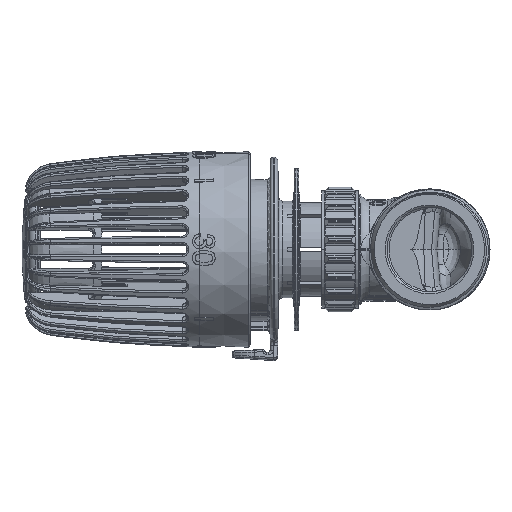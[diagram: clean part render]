
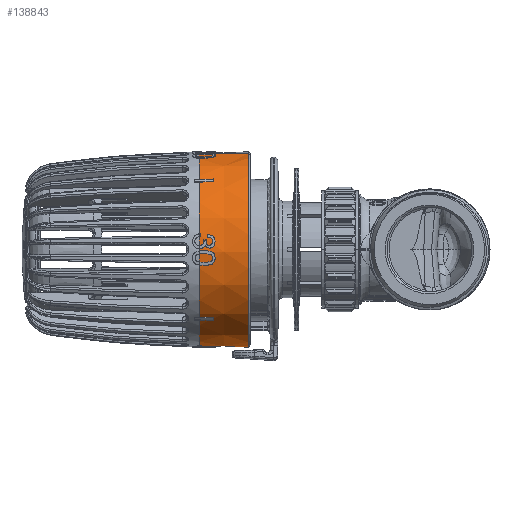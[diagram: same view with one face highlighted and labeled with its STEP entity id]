
A CAD part, left-side view. The second image highlights one B-rep face of the part: STEP entity #138843.
In plain terms, the highlighted conical face has half-angle 0.5 degrees and reference radius 26.442 mm.
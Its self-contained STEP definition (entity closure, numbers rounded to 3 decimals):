
#89531=CARTESIAN_POINT('',(0.,49.1,0.));
#89532=DIRECTION('',(0.,-1.,0.));
#89533=DIRECTION('',(-0.195,0.,0.981));
#89534=AXIS2_PLACEMENT_3D('',#89531,#89532,#89533);
#89541=DIRECTION('',(-0.002,-1.,0.009));
#89542=VECTOR('',#89541,13.301);
#89543=CARTESIAN_POINT('',(-5.147,62.4,25.877));
#89544=LINE('',#89543,#89542);
#89545=DIRECTION('',(0.002,-1.,-0.009));
#89546=VECTOR('',#89545,13.301);
#89547=CARTESIAN_POINT('',(5.147,62.4,-25.877));
#89548=LINE('',#89547,#89546);
#89549=CARTESIAN_POINT('',(0.,62.4,0.));
#89550=DIRECTION('',(0.,-1.,0.));
#89551=DIRECTION('',(-0.195,0.,0.981));
#89552=AXIS2_PLACEMENT_3D('',#89549,#89550,#89551);
#116982=CARTESIAN_POINT('',(-5.147,62.4,25.877));
#116983=CARTESIAN_POINT('',(-5.17,49.1,25.991));
#116984=VERTEX_POINT('',#116982);
#116985=VERTEX_POINT('',#116983);
#116986=CARTESIAN_POINT('',(5.147,62.4,-25.877));
#116987=CARTESIAN_POINT('',(5.17,49.1,-25.991));
#116988=VERTEX_POINT('',#116986);
#116989=VERTEX_POINT('',#116987);
#138830=CARTESIAN_POINT('',(0.,55.75,0.));
#138831=DIRECTION('',(0.,-1.,0.));
#138832=DIRECTION('',(-0.195,0.,0.981));
#138833=AXIS2_PLACEMENT_3D('',#138830,#138831,#138832);
#138834=CONICAL_SURFACE('',#138833,26.442,0.5);
#138836=ORIENTED_EDGE('',*,*,#138835,.T.);
#138837=ORIENTED_EDGE('',*,*,#138819,.T.);
#138839=ORIENTED_EDGE('',*,*,#138838,.F.);
#138840=ORIENTED_EDGE('',*,*,#132687,.F.);
#138841=EDGE_LOOP('',(#138836,#138837,#138839,#138840));
#138842=FACE_OUTER_BOUND('',#138841,.F.);
#138843=ADVANCED_FACE('',(#138842),#138834,.T.);
#89535=CIRCLE('',#89534,26.5);
#89553=CIRCLE('',#89552,26.384);
#132687=EDGE_CURVE('',#116984,#116988,#89553,.T.);
#138819=EDGE_CURVE('',#116985,#116989,#89535,.T.);
#138835=EDGE_CURVE('',#116984,#116985,#89544,.T.);
#138838=EDGE_CURVE('',#116988,#116989,#89548,.T.);
